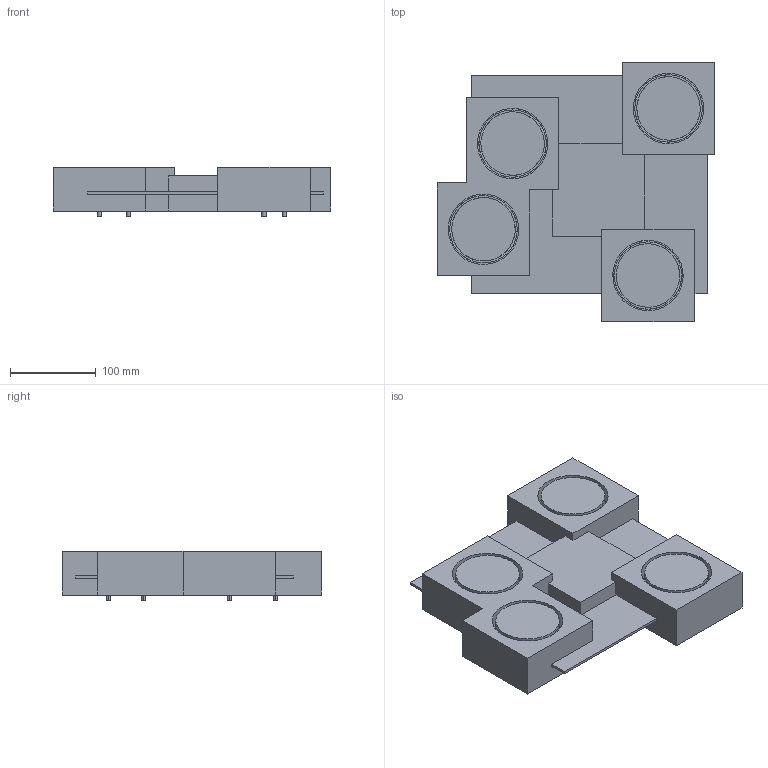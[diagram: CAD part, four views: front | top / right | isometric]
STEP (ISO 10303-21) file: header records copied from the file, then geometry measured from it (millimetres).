
FILE_DESCRIPTION(/* description */ (''),/* implementation_level */ '2;1');
FILE_NAME(/* name */ 'T075_Milet_Soffitto_4Luci',/* time_stamp */ '2023-09-19T11:18:05+02:00',/* author */ (''),/* organization */ (''),/* preprocessor_version */ 'ST-DEVELOPER v16.5',/* originating_system */ 'Rhino 7.20',/* authorisation */ '');
FILE_SCHEMA (('CONFIG_CONTROL_DESIGN'));
Length unit declared in the file: millimetre
Products named in the file (1): Document
Bounding box: 324 x 303 x 57.5 mm (x, y, z)
Volume: 2193509.1 mm3; surface area: 489706.4 mm2
Topology: 69 solids, 69 shells, 1107 faces, 2493 edges, 1638 vertices
Faces by surface type: plane 533, cylinder 492, bspline 82
Entity records: 30118 total; most frequent: CARTESIAN_POINT 13015, ORIENTED_EDGE 4984, EDGE_CURVE 2492, VERTEX_POINT 1636, EDGE_LOOP 1338, ADVANCED_FACE 1107, FACE_OUTER_BOUND 1107, DIRECTION 1010
